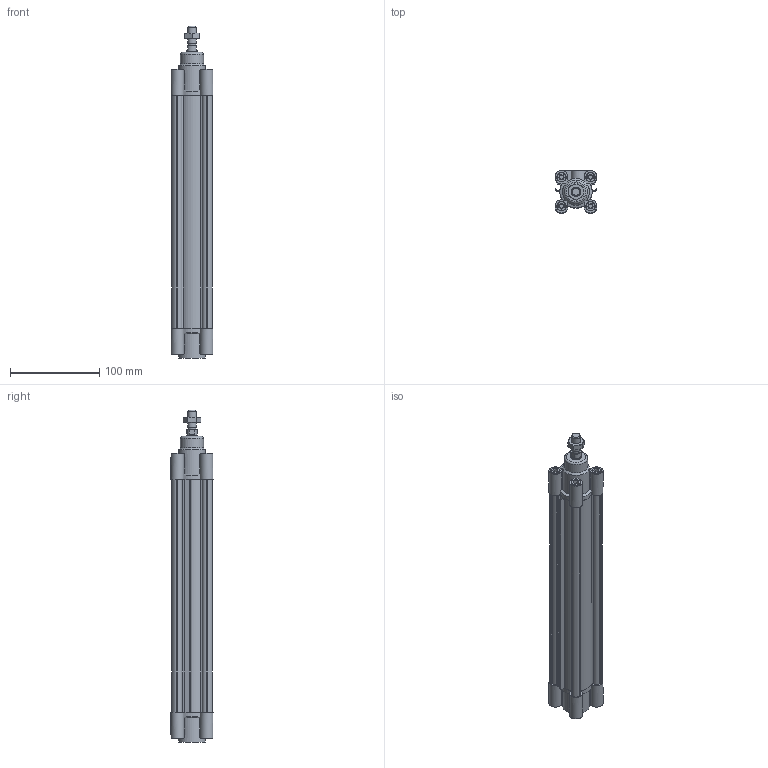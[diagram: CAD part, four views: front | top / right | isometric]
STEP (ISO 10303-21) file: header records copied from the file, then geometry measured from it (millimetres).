
FILE_DESCRIPTION(/* description */ ('Unknown'),/* implementation_level */ '2;1');
FILE_NAME(/* name */ '1390.32.225.01',/* time_stamp */ '2020-09-18T15:50:44-04:00',/* author */ ('Unknown'),/* organization */ ('Unknown'),/* preprocessor_version */ 'ST-DEVELOPER v16.7',/* originating_system */ 'Solid Edge',/* authorisation */ 'Unknown');
FILE_SCHEMA (('AUTOMOTIVE_DESIGN {1 0 10303 214 3 1 1}'));
Length unit declared in the file: millimetre
Products named in the file (6): 1390.32.225.01; CPL032_004-250; CPL032-001-01; CPL032-002-01; CPL_32_0250; 1320_32_18F
Assembly tree (5 placements, depth 2):
  1390.32.225.01
    CPL032_004-250
    CPL032-001-01
    CPL032-002-01
    CPL_32_0250
    1320_32_18F
Bounding box: 47 x 47 x 371.5 mm (x, y, z)
Volume: 303188.9 mm3; surface area: 169742.4 mm2
Topology: 5 solids, 5 shells, 316 faces, 777 edges, 511 vertices
Faces by surface type: plane 200, cylinder 91, cone 24, torus 1
Full cylindrical faces by diameter (mm): 5 x8, 5.5 x4, 8 x2, 8.75 x1, 8.8 x1, 9.8 x2, 10 x9, 10.5 x8, 11.5 x1, 12 x2, 26 x1, 30 x2, 32 x4
Entity records: 9225 total; most frequent: CARTESIAN_POINT 1674, DIRECTION 1552, ORIENTED_EDGE 1442, EDGE_CURVE 721, AXIS2_PLACEMENT_3D 551, VERTEX_POINT 507, LINE 450, VECTOR 450
